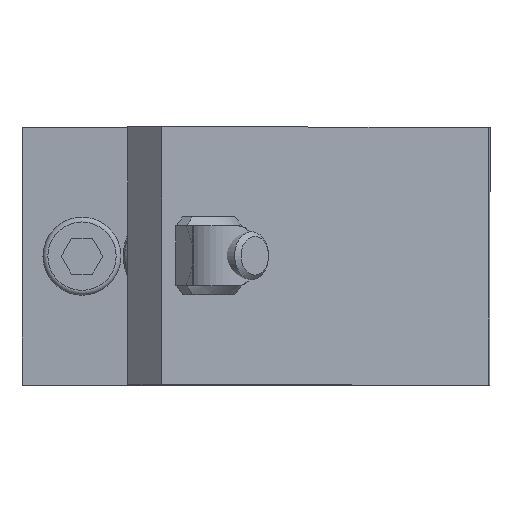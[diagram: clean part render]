
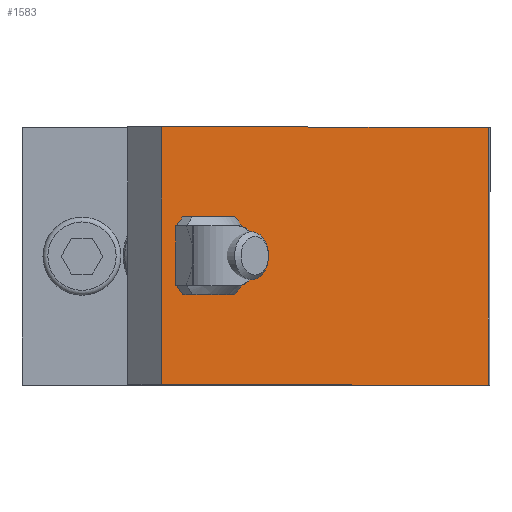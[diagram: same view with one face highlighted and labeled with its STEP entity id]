
A CAD part, top view. The second image highlights one B-rep face of the part: STEP entity #1583.
In plain terms, the highlighted planar face has unit normal (0.707, 0, 0.707).
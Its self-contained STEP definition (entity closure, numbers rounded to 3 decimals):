
#68=FACE_BOUND('',#236,.T.);
#84=PLANE('',#1681);
#144=FACE_OUTER_BOUND('',#235,.T.);
#235=EDGE_LOOP('',(#1090,#1091,#1092,#1093));
#236=EDGE_LOOP('',(#1094));
#341=LINE('',#2300,#487);
#343=LINE('',#2306,#489);
#344=LINE('',#2308,#490);
#345=LINE('',#2309,#491);
#487=VECTOR('',#1840,1.);
#489=VECTOR('',#1846,1.);
#490=VECTOR('',#1847,1.);
#491=VECTOR('',#1848,1.);
#635=CIRCLE('',#1682,4.5);
#696=VERTEX_POINT('',#2297);
#697=VERTEX_POINT('',#2299);
#699=VERTEX_POINT('',#2305);
#700=VERTEX_POINT('',#2307);
#701=VERTEX_POINT('',#2310);
#851=EDGE_CURVE('',#696,#697,#341,.T.);
#854=EDGE_CURVE('',#696,#699,#343,.T.);
#855=EDGE_CURVE('',#699,#700,#344,.T.);
#856=EDGE_CURVE('',#700,#697,#345,.T.);
#857=EDGE_CURVE('',#701,#701,#635,.T.);
#1090=ORIENTED_EDGE('',*,*,#851,.F.);
#1091=ORIENTED_EDGE('',*,*,#854,.T.);
#1092=ORIENTED_EDGE('',*,*,#855,.T.);
#1093=ORIENTED_EDGE('',*,*,#856,.T.);
#1094=ORIENTED_EDGE('',*,*,#857,.T.);
#1583=ADVANCED_FACE('',(#144,#68),#84,.T.);
#1681=AXIS2_PLACEMENT_3D('',#2304,#1844,#1845);
#1682=AXIS2_PLACEMENT_3D('',#2311,#1849,#1850);
#1840=DIRECTION('',(0.,-1.,0.));
#1844=DIRECTION('center_axis',(0.707,0.,0.707));
#1845=DIRECTION('ref_axis',(0.707,0.,-0.707));
#1846=DIRECTION('',(-0.707,0.,0.707));
#1847=DIRECTION('',(0.,-1.,0.));
#1848=DIRECTION('',(0.707,0.,-0.707));
#1849=DIRECTION('center_axis',(-0.707,0.,-0.707));
#1850=DIRECTION('ref_axis',(-0.707,0.,0.707));
#2297=CARTESIAN_POINT('',(77.732,43.,1.707));
#2299=CARTESIAN_POINT('',(77.732,0.,1.707));
#2300=CARTESIAN_POINT('',(77.732,0.,1.707));
#2304=CARTESIAN_POINT('Origin',(79.012,0.,0.427));
#2305=CARTESIAN_POINT('',(23.267,43.,56.172));
#2306=CARTESIAN_POINT('',(79.836,43.,-0.397));
#2307=CARTESIAN_POINT('',(23.267,0.,56.172));
#2308=CARTESIAN_POINT('',(23.267,43.,56.172));
#2309=CARTESIAN_POINT('',(23.267,0.,56.172));
#2310=CARTESIAN_POINT('',(33.52,21.5,45.919));
#2311=CARTESIAN_POINT('Origin',(30.338,21.5,49.101));
